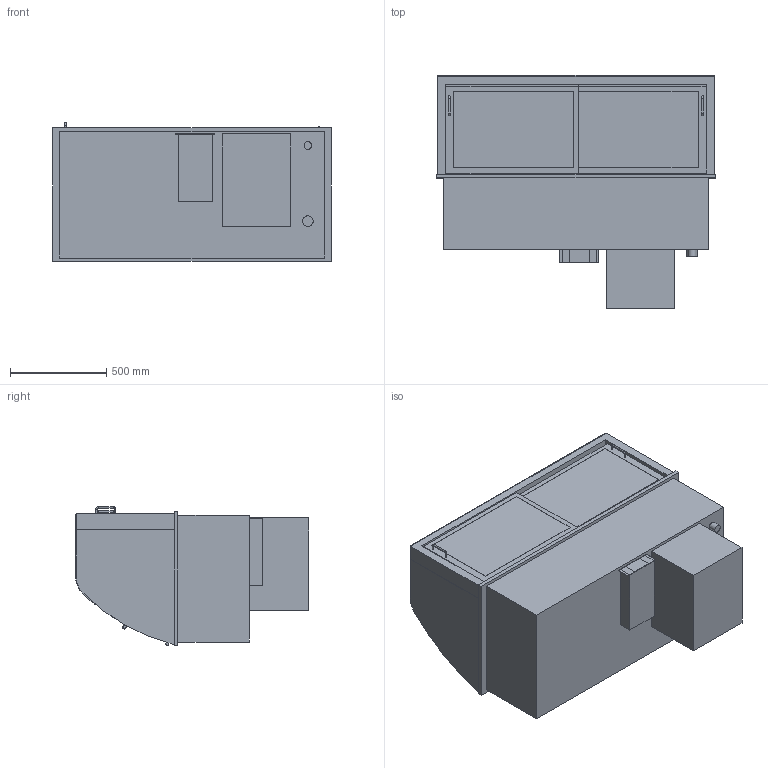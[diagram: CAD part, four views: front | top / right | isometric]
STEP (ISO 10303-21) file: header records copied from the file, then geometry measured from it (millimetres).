
FILE_DESCRIPTION(/* description */ ('vereinfachtes Modell'),/* implementation_level */ '2;1');
FILE_NAME(/* name */ '3D-AKE-00007391.stp',/* time_stamp */ '2025-01-16T08:35:49+01:00',/* author */ ('marina.schachner'),/* organization */ (''),/* preprocessor_version */ 'ST-DEVELOPER v20',/* originating_system */ 'Autodesk Inventor 2024',/* authorisation */ '');
FILE_SCHEMA (('AUTOMOTIVE_DESIGN { 1 0 10303 214 3 1 1 }'));
Length unit declared in the file: millimetre
Products named in the file (1): 3D-AKE-00007391
Bounding box: 1450 x 1214 x 722.53 mm (x, y, z)
Volume: 195598739.5 mm3; surface area: 17598192.9 mm2
Topology: 54 solids, 54 shells, 407 faces, 888 edges, 592 vertices
Faces by surface type: plane 313, cylinder 83, cone 7, torus 4
Full cylindrical faces by diameter (mm): 8 x6, 15 x9, 40 x1, 55 x1
Entity records: 11081 total; most frequent: DIRECTION 1896, CARTESIAN_POINT 1888, ORIENTED_EDGE 1776, EDGE_CURVE 888, LINE 696, VECTOR 696, AXIS2_PLACEMENT_3D 600, VERTEX_POINT 592
